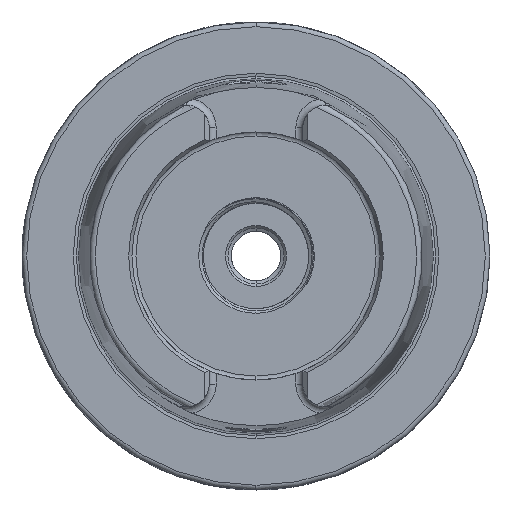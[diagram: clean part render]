
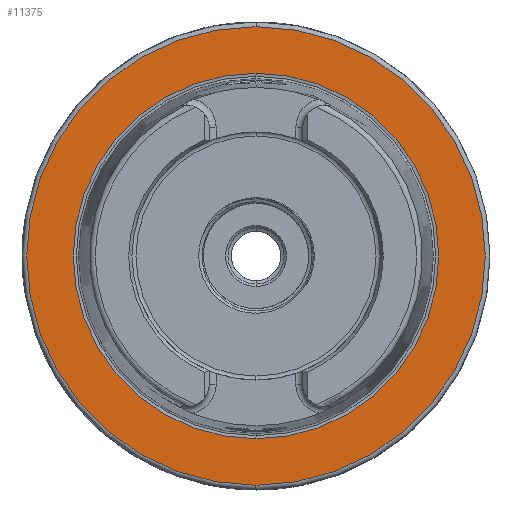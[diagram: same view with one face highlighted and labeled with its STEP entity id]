
A CAD part, left-side view. The second image highlights one B-rep face of the part: STEP entity #11375.
In plain terms, the highlighted planar face has unit normal (-1, 0, 0).
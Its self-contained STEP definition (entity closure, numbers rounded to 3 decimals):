
#638 = VERTEX_POINT ( 'NONE', #15226 ) ;
#654 = EDGE_CURVE ( 'NONE', #13516, #1044, #15256, .T. ) ;
#1044 = VERTEX_POINT ( 'NONE', #16225 ) ;
#1728 = DIRECTION ( 'NONE',  ( 0., 0., 1. ) ) ;
#1729 = DIRECTION ( 'NONE',  ( -1., 0., 0. ) ) ;
#1730 = CARTESIAN_POINT ( 'NONE',  ( 0., 0., 0. ) ) ;
#1731 = CIRCLE ( 'NONE', #1742, 49. ) ;
#1733 = CARTESIAN_POINT ( 'NONE',  ( 0., 0., 49. ) ) ;
#1735 = CARTESIAN_POINT ( 'NONE',  ( 0., 0., 39.054 ) ) ;
#1742 = AXIS2_PLACEMENT_3D ( 'NONE', #1730, #1729, #1728 ) ;
#3083 = CIRCLE ( 'NONE', #3105, 39.054 ) ;
#3088 = DIRECTION ( 'NONE',  ( -1., 0., 0. ) ) ;
#3089 = CARTESIAN_POINT ( 'NONE',  ( 0., 0., 0. ) ) ;
#3090 = AXIS2_PLACEMENT_3D ( 'NONE', #3089, #3088, #3153 ) ;
#3091 = CIRCLE ( 'NONE', #3090, 49. ) ;
#3102 = DIRECTION ( 'NONE',  ( 0., 0., -1. ) ) ;
#3103 = DIRECTION ( 'NONE',  ( 1., 0., 0. ) ) ;
#3104 = CARTESIAN_POINT ( 'NONE',  ( 0., 0., 0. ) ) ;
#3105 = AXIS2_PLACEMENT_3D ( 'NONE', #3104, #3103, #3102 ) ;
#3153 = DIRECTION ( 'NONE',  ( 0., 0., 1. ) ) ;
#3168 = PLANE ( 'NONE',  #3204 ) ;
#3173 = FACE_BOUND ( 'NONE', #11311, .T. ) ;
#3181 = DIRECTION ( 'NONE',  ( 0., 0., 1. ) ) ;
#3182 = DIRECTION ( 'NONE',  ( -1., 0., 0. ) ) ;
#3183 = CARTESIAN_POINT ( 'NONE',  ( 0., 39.054, 0. ) ) ;
#3204 = AXIS2_PLACEMENT_3D ( 'NONE', #3183, #3182, #3181 ) ;
#3205 = FACE_OUTER_BOUND ( 'NONE', #11329, .T. ) ;
#11310 = ORIENTED_EDGE ( 'NONE', *, *, #11340, .T. ) ;
#11311 = EDGE_LOOP ( 'NONE', ( #11314, #11376 ) ) ;
#11314 = ORIENTED_EDGE ( 'NONE', *, *, #654, .T. ) ;
#11324 = EDGE_CURVE ( 'NONE', #1044, #13516, #3083, .T. ) ;
#11326 = ORIENTED_EDGE ( 'NONE', *, *, #13515, .T. ) ;
#11329 = EDGE_LOOP ( 'NONE', ( #11326, #11310 ) ) ;
#11340 = EDGE_CURVE ( 'NONE', #638, #13514, #3091, .T. ) ;
#11375 = ADVANCED_FACE ( 'NONE', ( #3205, #3173 ), #3168, .T. ) ;
#11376 = ORIENTED_EDGE ( 'NONE', *, *, #11324, .T. ) ;
#13514 = VERTEX_POINT ( 'NONE', #1733 ) ;
#13515 = EDGE_CURVE ( 'NONE', #13514, #638, #1731, .T. ) ;
#13516 = VERTEX_POINT ( 'NONE', #1735 ) ;
#15226 = CARTESIAN_POINT ( 'NONE',  ( 0., 0., -49. ) ) ;
#15252 = DIRECTION ( 'NONE',  ( 0., 0., -1. ) ) ;
#15253 = DIRECTION ( 'NONE',  ( 1., 0., 0. ) ) ;
#15254 = CARTESIAN_POINT ( 'NONE',  ( 0., 0., 0. ) ) ;
#15255 = AXIS2_PLACEMENT_3D ( 'NONE', #15254, #15253, #15252 ) ;
#15256 = CIRCLE ( 'NONE', #15255, 39.054 ) ;
#16225 = CARTESIAN_POINT ( 'NONE',  ( 0., 0., -39.054 ) ) ;
